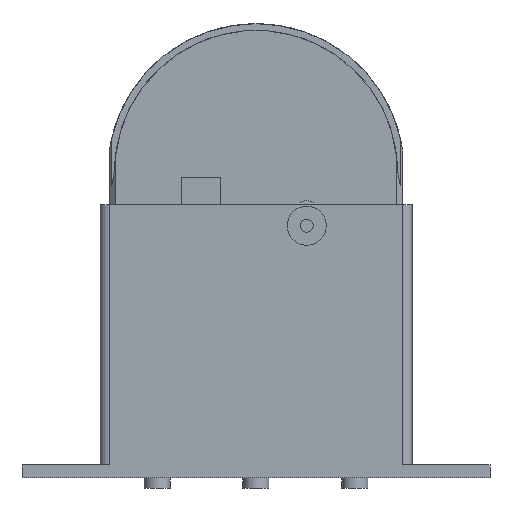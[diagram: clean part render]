
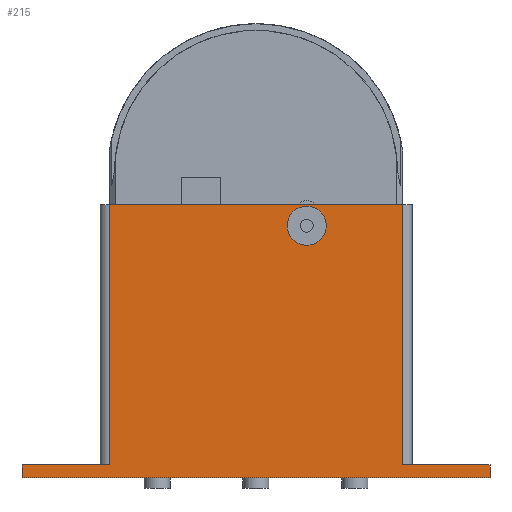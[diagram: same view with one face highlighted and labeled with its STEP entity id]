
A CAD part, front view. The second image highlights one B-rep face of the part: STEP entity #215.
In plain terms, the highlighted planar face has unit normal (0, -1, 0).
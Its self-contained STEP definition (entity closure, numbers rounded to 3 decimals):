
#215=ADVANCED_FACE('',(#496,#497),#498,.T.);
#496=FACE_BOUND('',#855,.T.);
#497=FACE_OUTER_BOUND('',#856,.T.);
#498=PLANE('',#857);
#855=EDGE_LOOP('',(#1381,#1382));
#856=EDGE_LOOP('',(#1383,#1384,#1385,#1386,#1387,#1388,#1389,#1390));
#857=AXIS2_PLACEMENT_3D('',#1391,#1392,#1393);
#1381=ORIENTED_EDGE('',*,*,#2078,.T.);
#1382=ORIENTED_EDGE('',*,*,#2037,.T.);
#1383=ORIENTED_EDGE('',*,*,#2149,.T.);
#1384=ORIENTED_EDGE('',*,*,#2143,.T.);
#1385=ORIENTED_EDGE('',*,*,#2146,.T.);
#1386=ORIENTED_EDGE('',*,*,#2123,.F.);
#1387=ORIENTED_EDGE('',*,*,#2153,.T.);
#1388=ORIENTED_EDGE('',*,*,#2154,.F.);
#1389=ORIENTED_EDGE('',*,*,#2155,.T.);
#1390=ORIENTED_EDGE('',*,*,#2156,.T.);
#1391=CARTESIAN_POINT('',(-45.0,-20.0,0.0));
#1392=DIRECTION('',(0.0,-1.0,0.0));
#1393=DIRECTION('',(1.0,0.0,0.0));
#2037=EDGE_CURVE('',#2416,#2413,#2417,.T.);
#2078=EDGE_CURVE('',#2413,#2416,#2475,.T.);
#2123=EDGE_CURVE('',#2538,#2533,#2540,.T.);
#2143=EDGE_CURVE('',#2571,#2569,#2572,.T.);
#2146=EDGE_CURVE('',#2569,#2533,#2575,.T.);
#2149=EDGE_CURVE('',#2578,#2571,#2579,.T.);
#2153=EDGE_CURVE('',#2538,#2584,#2585,.T.);
#2154=EDGE_CURVE('',#2586,#2584,#2587,.T.);
#2155=EDGE_CURVE('',#2586,#2588,#2589,.T.);
#2156=EDGE_CURVE('',#2588,#2578,#2590,.T.);
#2413=VERTEX_POINT('',#2957);
#2416=VERTEX_POINT('',#2961);
#2417=CIRCLE('',#2962,7.5);
#2475=CIRCLE('',#3029,7.5);
#2533=VERTEX_POINT('',#3103);
#2538=VERTEX_POINT('',#3109);
#2540=LINE('',#3111,#3112);
#2569=VERTEX_POINT('',#3150);
#2571=VERTEX_POINT('',#3152);
#2572=LINE('',#3153,#3154);
#2575=LINE('',#3157,#3158);
#2578=VERTEX_POINT('',#3162);
#2579=LINE('',#3163,#3164);
#2584=VERTEX_POINT('',#3171);
#2585=LINE('',#3172,#3173);
#2586=VERTEX_POINT('',#3174);
#2587=LINE('',#3175,#3176);
#2588=VERTEX_POINT('',#3177);
#2589=LINE('',#3178,#3179);
#2590=LINE('',#3180,#3181);
#2957=CARTESIAN_POINT('',(27.0,-20.0,97.0));
#2961=CARTESIAN_POINT('',(12.0,-20.0,97.0));
#2962=AXIS2_PLACEMENT_3D('',#3677,#3678,#3679);
#3029=AXIS2_PLACEMENT_3D('',#3743,#3744,#3745);
#3103=CARTESIAN_POINT('',(-56.4,-20.,105.0));
#3109=CARTESIAN_POINT('',(-56.4,-20.,5.0));
#3111=CARTESIAN_POINT('',(-56.4,-20.,5.0));
#3112=VECTOR('',#3805,1.0);
#3150=CARTESIAN_POINT('',(56.4,-20.0,105.0));
#3152=CARTESIAN_POINT('',(56.4,-20.0,5.0));
#3153=CARTESIAN_POINT('',(56.4,-20.0,5.0));
#3154=VECTOR('',#3830,1.0);
#3157=CARTESIAN_POINT('',(0.0,-20.0,105.0));
#3158=VECTOR('',#3834,1.0);
#3162=CARTESIAN_POINT('',(90.0,-20.0,5.0));
#3163=CARTESIAN_POINT('',(0.0,-20.0,5.0));
#3164=VECTOR('',#3836,1.0);
#3171=CARTESIAN_POINT('',(-90.0,-20.0,5.0));
#3172=CARTESIAN_POINT('',(0.0,-20.0,5.0));
#3173=VECTOR('',#3839,1.0);
#3174=CARTESIAN_POINT('',(-90.0,-20.0,0.0));
#3175=CARTESIAN_POINT('',(-90.0,-20.0,0.0));
#3176=VECTOR('',#3840,1.0);
#3177=CARTESIAN_POINT('',(90.0,-20.0,0.0));
#3178=CARTESIAN_POINT('',(0.0,-20.0,0.0));
#3179=VECTOR('',#3841,1.0);
#3180=CARTESIAN_POINT('',(90.0,-20.0,0.0));
#3181=VECTOR('',#3842,1.0);
#3677=CARTESIAN_POINT('',(19.5,-20.0,97.0));
#3678=DIRECTION('',(-0.0,1.0,0.0));
#3679=DIRECTION('',(1.0,0.0,0.0));
#3743=CARTESIAN_POINT('',(19.5,-20.0,97.0));
#3744=DIRECTION('',(-0.0,1.0,0.0));
#3745=DIRECTION('',(1.0,0.0,0.0));
#3805=DIRECTION('',(0.0,0.0,1.0));
#3830=DIRECTION('',(0.0,0.0,1.0));
#3834=DIRECTION('',(-1.0,-0.0,-0.0));
#3836=DIRECTION('',(-1.0,-0.0,-0.0));
#3839=DIRECTION('',(-1.0,-0.0,-0.0));
#3840=DIRECTION('',(0.0,0.0,1.0));
#3841=DIRECTION('',(1.0,0.0,0.0));
#3842=DIRECTION('',(0.0,0.0,1.0));
